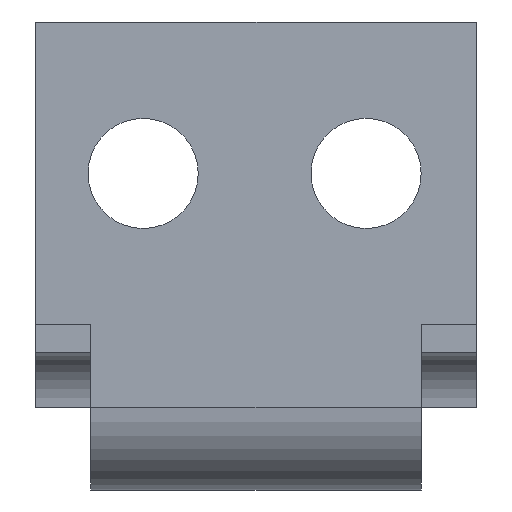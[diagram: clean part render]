
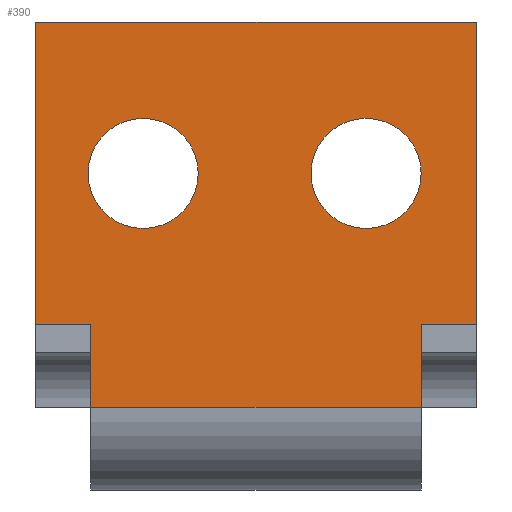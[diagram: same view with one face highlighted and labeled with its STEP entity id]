
A CAD part, front view. The second image highlights one B-rep face of the part: STEP entity #390.
In plain terms, the highlighted planar face has unit normal (0, -1, 0).
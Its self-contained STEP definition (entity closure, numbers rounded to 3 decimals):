
#17=FACE_BOUND('',#72,.T.);
#18=FACE_BOUND('',#73,.T.);
#33=CIRCLE('',#434,1.);
#34=CIRCLE('',#435,1.);
#50=FACE_OUTER_BOUND('',#71,.T.);
#71=EDGE_LOOP('',(#314,#315,#316,#317,#318,#319,#320,#321));
#72=EDGE_LOOP('',(#322));
#73=EDGE_LOOP('',(#323));
#88=LINE('',#571,#129);
#97=LINE('',#591,#138);
#101=LINE('',#605,#142);
#106=LINE('',#622,#147);
#113=LINE('',#632,#154);
#114=LINE('',#635,#155);
#115=LINE('',#637,#156);
#116=LINE('',#638,#157);
#129=VECTOR('',#456,10.);
#138=VECTOR('',#473,10.);
#142=VECTOR('',#487,10.);
#147=VECTOR('',#504,10.);
#154=VECTOR('',#517,10.);
#155=VECTOR('',#520,10.);
#156=VECTOR('',#521,10.);
#157=VECTOR('',#522,10.);
#168=VERTEX_POINT('',#565);
#170=VERTEX_POINT('',#569);
#177=VERTEX_POINT('',#589);
#182=VERTEX_POINT('',#603);
#187=VERTEX_POINT('',#619);
#188=VERTEX_POINT('',#621);
#189=VERTEX_POINT('',#634);
#190=VERTEX_POINT('',#636);
#191=VERTEX_POINT('',#639);
#192=VERTEX_POINT('',#641);
#202=EDGE_CURVE('',#168,#170,#88,.T.);
#212=EDGE_CURVE('',#170,#177,#97,.T.);
#220=EDGE_CURVE('',#182,#177,#101,.T.);
#228=EDGE_CURVE('',#188,#187,#106,.T.);
#235=EDGE_CURVE('',#182,#188,#113,.T.);
#236=EDGE_CURVE('',#187,#189,#114,.T.);
#237=EDGE_CURVE('',#189,#190,#115,.T.);
#238=EDGE_CURVE('',#168,#190,#116,.T.);
#239=EDGE_CURVE('',#191,#191,#33,.T.);
#240=EDGE_CURVE('',#192,#192,#34,.T.);
#314=ORIENTED_EDGE('',*,*,#212,.T.);
#315=ORIENTED_EDGE('',*,*,#220,.F.);
#316=ORIENTED_EDGE('',*,*,#235,.T.);
#317=ORIENTED_EDGE('',*,*,#228,.T.);
#318=ORIENTED_EDGE('',*,*,#236,.T.);
#319=ORIENTED_EDGE('',*,*,#237,.T.);
#320=ORIENTED_EDGE('',*,*,#238,.F.);
#321=ORIENTED_EDGE('',*,*,#202,.T.);
#322=ORIENTED_EDGE('',*,*,#239,.T.);
#323=ORIENTED_EDGE('',*,*,#240,.T.);
#373=PLANE('',#433);
#390=ADVANCED_FACE('',(#50,#17,#18),#373,.F.);
#433=AXIS2_PLACEMENT_3D('',#633,#518,#519);
#434=AXIS2_PLACEMENT_3D('',#640,#523,#524);
#435=AXIS2_PLACEMENT_3D('',#642,#525,#526);
#456=DIRECTION('',(1.,0.,0.));
#473=DIRECTION('',(0.,0.,-1.));
#487=DIRECTION('',(-1.,0.,0.));
#504=DIRECTION('',(1.,0.,0.));
#517=DIRECTION('',(0.,0.,1.));
#518=DIRECTION('center_axis',(0.,1.,0.));
#519=DIRECTION('ref_axis',(1.,0.,0.));
#520=DIRECTION('',(0.,0.,1.));
#521=DIRECTION('',(-1.,0.,0.));
#522=DIRECTION('',(0.,0.,1.));
#523=DIRECTION('center_axis',(0.,1.,0.));
#524=DIRECTION('ref_axis',(-1.,0.,0.));
#525=DIRECTION('center_axis',(0.,1.,0.));
#526=DIRECTION('ref_axis',(-1.,0.,0.));
#565=CARTESIAN_POINT('',(0.,0.,0.));
#569=CARTESIAN_POINT('',(1.,0.,0.));
#571=CARTESIAN_POINT('',(2.,0.,0.));
#589=CARTESIAN_POINT('',(1.,0.,-1.5));
#591=CARTESIAN_POINT('',(1.,0.,0.625));
#603=CARTESIAN_POINT('',(7.,0.,-1.5));
#605=CARTESIAN_POINT('',(8.,0.,-1.5));
#619=CARTESIAN_POINT('',(8.,0.,0.));
#621=CARTESIAN_POINT('',(7.,0.,0.));
#622=CARTESIAN_POINT('',(6.,0.,0.));
#632=CARTESIAN_POINT('',(7.,0.,0.625));
#633=CARTESIAN_POINT('Origin',(4.,0.,2.75));
#634=CARTESIAN_POINT('',(8.,0.,5.5));
#635=CARTESIAN_POINT('',(8.,0.,0.));
#636=CARTESIAN_POINT('',(0.,0.,5.5));
#637=CARTESIAN_POINT('',(8.,0.,5.5));
#638=CARTESIAN_POINT('',(0.,0.,0.));
#639=CARTESIAN_POINT('',(7.,0.,2.75));
#640=CARTESIAN_POINT('Origin',(6.,0.,2.75));
#641=CARTESIAN_POINT('',(2.95,0.,2.75));
#642=CARTESIAN_POINT('Origin',(1.95,0.,2.75));
